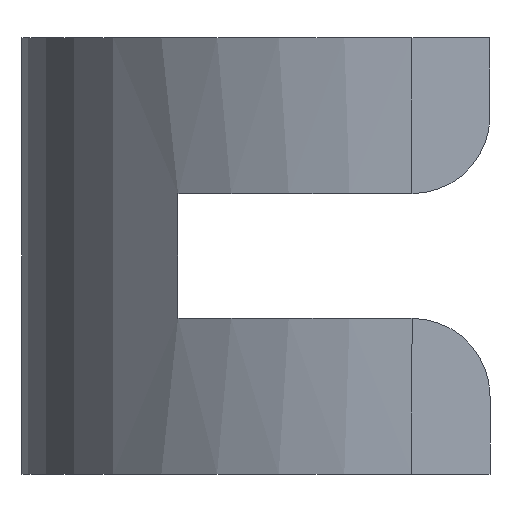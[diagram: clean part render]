
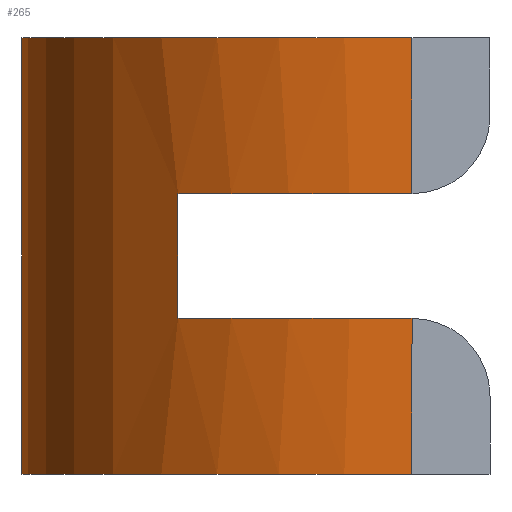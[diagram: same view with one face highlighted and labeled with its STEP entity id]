
A CAD part, front view. The second image highlights one B-rep face of the part: STEP entity #265.
In plain terms, the highlighted cylindrical face has radius 5 mm (diameter 10 mm), a partial arc.
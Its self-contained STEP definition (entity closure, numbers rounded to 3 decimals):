
#27=FACE_OUTER_BOUND('',#43,.T.);
#43=EDGE_LOOP('',(#185,#186,#187,#188,#189,#190,#191,#192));
#59=LINE('',#413,#85);
#60=LINE('',#417,#86);
#61=LINE('',#421,#87);
#62=LINE('',#424,#88);
#85=VECTOR('',#329,10.);
#86=VECTOR('',#332,10.);
#87=VECTOR('',#335,10.);
#88=VECTOR('',#338,10.);
#111=CIRCLE('',#296,5.);
#112=CIRCLE('',#297,5.);
#113=CIRCLE('',#298,5.);
#114=CIRCLE('',#299,5.);
#123=VERTEX_POINT('',#409);
#124=VERTEX_POINT('',#410);
#125=VERTEX_POINT('',#412);
#126=VERTEX_POINT('',#414);
#127=VERTEX_POINT('',#416);
#128=VERTEX_POINT('',#418);
#129=VERTEX_POINT('',#420);
#130=VERTEX_POINT('',#422);
#147=EDGE_CURVE('',#123,#124,#111,.T.);
#148=EDGE_CURVE('',#124,#125,#59,.T.);
#149=EDGE_CURVE('',#125,#126,#112,.T.);
#150=EDGE_CURVE('',#126,#127,#60,.T.);
#151=EDGE_CURVE('',#127,#128,#113,.T.);
#152=EDGE_CURVE('',#128,#129,#61,.T.);
#153=EDGE_CURVE('',#129,#130,#114,.T.);
#154=EDGE_CURVE('',#130,#123,#62,.T.);
#185=ORIENTED_EDGE('',*,*,#147,.T.);
#186=ORIENTED_EDGE('',*,*,#148,.T.);
#187=ORIENTED_EDGE('',*,*,#149,.T.);
#188=ORIENTED_EDGE('',*,*,#150,.T.);
#189=ORIENTED_EDGE('',*,*,#151,.T.);
#190=ORIENTED_EDGE('',*,*,#152,.T.);
#191=ORIENTED_EDGE('',*,*,#153,.T.);
#192=ORIENTED_EDGE('',*,*,#154,.T.);
#261=CYLINDRICAL_SURFACE('',#295,5.);
#265=ADVANCED_FACE('',(#27),#261,.T.);
#295=AXIS2_PLACEMENT_3D('',#408,#325,#326);
#296=AXIS2_PLACEMENT_3D('',#411,#327,#328);
#297=AXIS2_PLACEMENT_3D('',#415,#330,#331);
#298=AXIS2_PLACEMENT_3D('',#419,#333,#334);
#299=AXIS2_PLACEMENT_3D('',#423,#336,#337);
#325=DIRECTION('center_axis',(0.,0.,1.));
#326=DIRECTION('ref_axis',(-0.707,-0.707,0.));
#327=DIRECTION('center_axis',(0.,0.,-1.));
#328=DIRECTION('ref_axis',(-0.707,-0.707,0.));
#329=DIRECTION('',(0.,0.,-1.));
#330=DIRECTION('center_axis',(0.,0.,1.));
#331=DIRECTION('ref_axis',(-0.707,-0.707,0.));
#332=DIRECTION('',(0.,0.,1.));
#333=DIRECTION('center_axis',(0.,0.,-1.));
#334=DIRECTION('ref_axis',(-0.707,-0.707,0.));
#335=DIRECTION('',(0.,0.,1.));
#336=DIRECTION('center_axis',(0.,0.,1.));
#337=DIRECTION('ref_axis',(-0.707,-0.707,0.));
#338=DIRECTION('',(0.,0.,1.));
#408=CARTESIAN_POINT('Origin',(3.,5.,1.4));
#409=CARTESIAN_POINT('',(3.,0.,5.6));
#410=CARTESIAN_POINT('',(-2.,5.,5.6));
#411=CARTESIAN_POINT('Origin',(3.,5.,5.6));
#412=CARTESIAN_POINT('',(-2.,5.,0.));
#413=CARTESIAN_POINT('',(-2.,5.,1.4));
#414=CARTESIAN_POINT('',(3.,0.,0.));
#415=CARTESIAN_POINT('Origin',(3.,5.,0.));
#416=CARTESIAN_POINT('',(3.,0.,2.));
#417=CARTESIAN_POINT('',(3.,0.,1.4));
#418=CARTESIAN_POINT('',(0.,1.,2.));
#419=CARTESIAN_POINT('Origin',(3.,5.,2.));
#420=CARTESIAN_POINT('',(0.,1.,3.6));
#421=CARTESIAN_POINT('',(0.,1.,1.4));
#422=CARTESIAN_POINT('',(3.,0.,3.6));
#423=CARTESIAN_POINT('Origin',(3.,5.,3.6));
#424=CARTESIAN_POINT('',(3.,0.,1.4));
